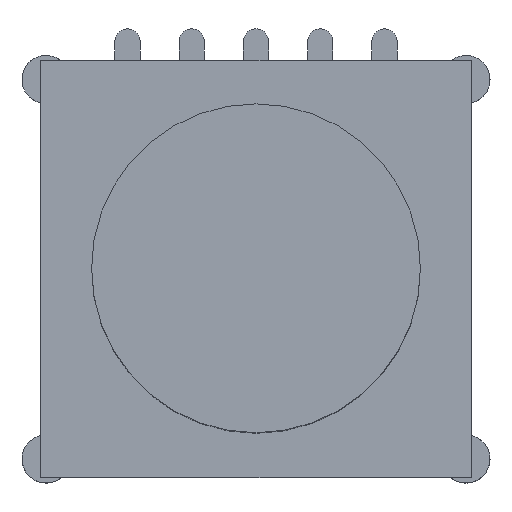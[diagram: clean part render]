
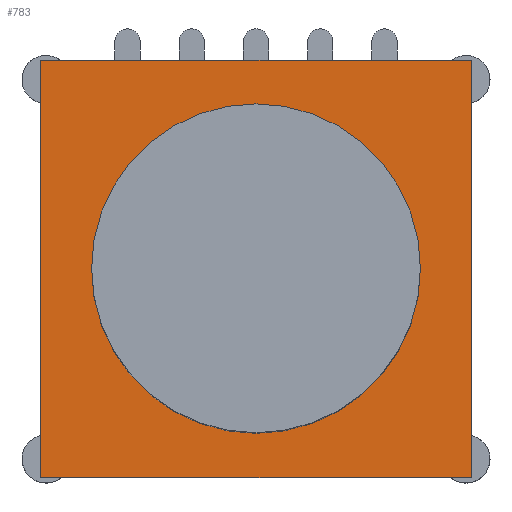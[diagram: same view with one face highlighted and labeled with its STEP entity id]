
A CAD part, top view. The second image highlights one B-rep face of the part: STEP entity #783.
In plain terms, the highlighted planar face has unit normal (0, 0, 1).
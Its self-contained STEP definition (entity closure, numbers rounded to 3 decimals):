
#53=LINE('',#1219,#131);
#77=LINE('',#1262,#155);
#83=LINE('',#1272,#161);
#86=LINE('',#1277,#164);
#131=VECTOR('',#964,1000.);
#155=VECTOR('',#990,1000.);
#161=VECTOR('',#998,1000.);
#164=VECTOR('',#1003,1000.);
#268=ORIENTED_EDGE('',*,*,#473,.T.);
#269=ORIENTED_EDGE('',*,*,#461,.T.);
#270=ORIENTED_EDGE('',*,*,#467,.T.);
#271=ORIENTED_EDGE('',*,*,#437,.T.);
#272=ORIENTED_EDGE('',*,*,#470,.T.);
#437=EDGE_CURVE('',#546,#545,#53,.T.);
#461=EDGE_CURVE('',#564,#563,#77,.T.);
#467=EDGE_CURVE('',#563,#546,#83,.T.);
#470=EDGE_CURVE('',#545,#564,#86,.T.);
#473=EDGE_CURVE('',#569,#569,#601,.T.);
#545=VERTEX_POINT('',#1218);
#546=VERTEX_POINT('',#1220);
#563=VERTEX_POINT('',#1261);
#564=VERTEX_POINT('',#1263);
#569=VERTEX_POINT('',#1283);
#601=CIRCLE('',#854,6.5);
#628=EDGE_LOOP('',(#268));
#629=EDGE_LOOP('',(#269,#270,#271,#272));
#688=FACE_BOUND('',#628,.T.);
#689=FACE_BOUND('',#629,.T.);
#747=PLANE('',#853);
#783=ADVANCED_FACE('',(#688,#689),#747,.T.);
#853=AXIS2_PLACEMENT_3D('',#1281,#1006,#1007);
#854=AXIS2_PLACEMENT_3D('',#1282,#1008,#1009);
#964=DIRECTION('',(-1.,0.,0.));
#990=DIRECTION('',(1.,0.,0.));
#998=DIRECTION('',(0.,1.,0.));
#1003=DIRECTION('',(0.,-1.,0.));
#1006=DIRECTION('',(0.,0.,1.));
#1007=DIRECTION('',(1.,0.,0.));
#1008=DIRECTION('',(0.,0.,-1.));
#1009=DIRECTION('',(1.,0.,0.));
#1218=CARTESIAN_POINT('',(-8.5,8.25,7.5));
#1219=CARTESIAN_POINT('',(8.5,8.25,7.5));
#1220=CARTESIAN_POINT('',(8.5,8.25,7.5));
#1261=CARTESIAN_POINT('',(8.5,-8.25,7.5));
#1262=CARTESIAN_POINT('',(-8.5,-8.25,7.5));
#1263=CARTESIAN_POINT('',(-8.5,-8.25,7.5));
#1272=CARTESIAN_POINT('',(8.5,-8.25,7.5));
#1277=CARTESIAN_POINT('',(-8.5,8.25,7.5));
#1281=CARTESIAN_POINT('',(0.,0.,7.5));
#1282=CARTESIAN_POINT('',(0.,0.,7.5));
#1283=CARTESIAN_POINT('',(6.5,0.,7.5));
